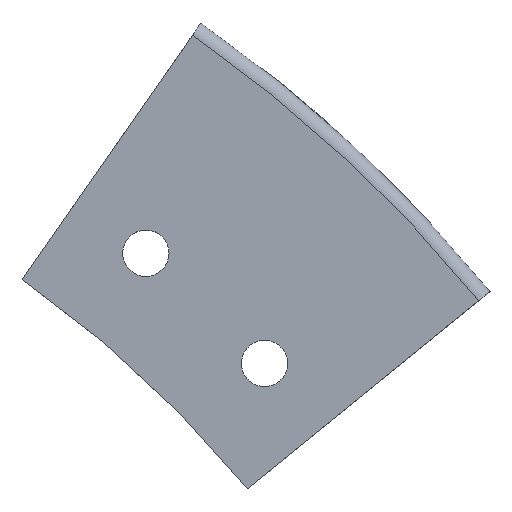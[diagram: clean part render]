
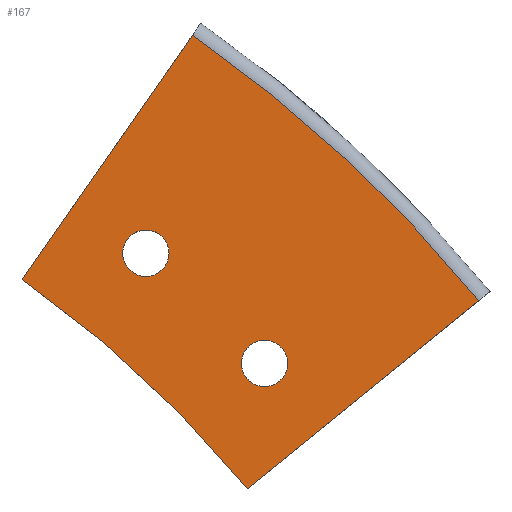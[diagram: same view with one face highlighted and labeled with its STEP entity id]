
A CAD part, top view. The second image highlights one B-rep face of the part: STEP entity #167.
In plain terms, the highlighted planar face has unit normal (0, 0, 1).
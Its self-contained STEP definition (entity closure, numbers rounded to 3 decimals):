
#9 = EDGE_CURVE ( 'NONE', #681, #237, #339, .T. ) ;
#10 = DIRECTION ( 'NONE',  ( 1., 0., 0. ) ) ;
#28 = FACE_BOUND ( 'NONE', #158, .T. ) ;
#58 = ORIENTED_EDGE ( 'NONE', *, *, #630, .F. ) ;
#69 = CARTESIAN_POINT ( 'NONE',  ( 85.764, 123.063, 2.5 ) ) ;
#89 = CIRCLE ( 'NONE', #197, 190.5 ) ;
#117 = DIRECTION ( 'NONE',  ( 0., 0., 1. ) ) ;
#118 = CIRCLE ( 'NONE', #543, 150. ) ;
#126 = CARTESIAN_POINT ( 'NONE',  ( 99.437, 126.668, 2.5 ) ) ;
#130 = DIRECTION ( 'NONE',  ( 1., 0., 0. ) ) ;
#131 = DIRECTION ( 'NONE',  ( 0., 0., 1. ) ) ;
#139 = ORIENTED_EDGE ( 'NONE', *, *, #564, .F. ) ;
#156 = AXIS2_PLACEMENT_3D ( 'NONE', #341, #200, #466 ) ;
#158 = EDGE_LOOP ( 'NONE', ( #139, #286 ) ) ;
#167 = ADVANCED_FACE ( 'NONE', ( #28, #291, #689 ), #714, .T. ) ;
#186 = ORIENTED_EDGE ( 'NONE', *, *, #519, .T. ) ;
#197 = AXIS2_PLACEMENT_3D ( 'NONE', #540, #479, #130 ) ;
#200 = DIRECTION ( 'NONE',  ( 0., 0., 1. ) ) ;
#203 = VERTEX_POINT ( 'NONE', #386 ) ;
#237 = VERTEX_POINT ( 'NONE', #512 ) ;
#264 = VECTOR ( 'NONE', #774, 1000. ) ;
#265 = AXIS2_PLACEMENT_3D ( 'NONE', #307, #316, #651 ) ;
#267 = DIRECTION ( 'NONE',  ( 0., 0., 1. ) ) ;
#278 = DIRECTION ( 'NONE',  ( 1., 0., 0. ) ) ;
#286 = ORIENTED_EDGE ( 'NONE', *, *, #379, .F. ) ;
#291 = FACE_BOUND ( 'NONE', #752, .T. ) ;
#307 = CARTESIAN_POINT ( 'NONE',  ( 102.587, 126.668, 2.5 ) ) ;
#316 = DIRECTION ( 'NONE',  ( 0., 0., 1. ) ) ;
#318 = EDGE_CURVE ( 'NONE', #499, #733, #830, .T. ) ;
#339 = LINE ( 'NONE', #663, #682 ) ;
#341 = CARTESIAN_POINT ( 'NONE',  ( 118.71, 111.7, 2.5 ) ) ;
#344 = VERTEX_POINT ( 'NONE', #528 ) ;
#348 = CIRCLE ( 'NONE', #156, 3.15 ) ;
#371 = EDGE_CURVE ( 'NONE', #344, #681, #118, .T. ) ;
#379 = EDGE_CURVE ( 'NONE', #203, #486, #694, .T. ) ;
#386 = CARTESIAN_POINT ( 'NONE',  ( 105.737, 126.668, 2.5 ) ) ;
#398 = ORIENTED_EDGE ( 'NONE', *, *, #371, .F. ) ;
#447 = AXIS2_PLACEMENT_3D ( 'NONE', #728, #267, #278 ) ;
#448 = CIRCLE ( 'NONE', #265, 3.15 ) ;
#453 = CARTESIAN_POINT ( 'NONE',  ( 121.86, 111.7, 2.5 ) ) ;
#456 = CARTESIAN_POINT ( 'NONE',  ( 0., 0., 2.5 ) ) ;
#460 = AXIS2_PLACEMENT_3D ( 'NONE', #849, #597, #730 ) ;
#466 = DIRECTION ( 'NONE',  ( 1., 0., 0. ) ) ;
#471 = CARTESIAN_POINT ( 'NONE',  ( 147.78, 120.213, 2.5 ) ) ;
#479 = DIRECTION ( 'NONE',  ( 0., 0., 1. ) ) ;
#486 = VERTEX_POINT ( 'NONE', #126 ) ;
#489 = AXIS2_PLACEMENT_3D ( 'NONE', #456, #117, #842 ) ;
#499 = VERTEX_POINT ( 'NONE', #453 ) ;
#512 = CARTESIAN_POINT ( 'NONE',  ( 108.92, 156.29, 2.5 ) ) ;
#519 = EDGE_CURVE ( 'NONE', #344, #687, #717, .T. ) ;
#523 = ORIENTED_EDGE ( 'NONE', *, *, #318, .F. ) ;
#528 = CARTESIAN_POINT ( 'NONE',  ( 116.363, 94.656, 2.5 ) ) ;
#539 = ORIENTED_EDGE ( 'NONE', *, *, #9, .F. ) ;
#540 = CARTESIAN_POINT ( 'NONE',  ( 0., 0., 2.5 ) ) ;
#543 = AXIS2_PLACEMENT_3D ( 'NONE', #789, #131, #10 ) ;
#557 = EDGE_LOOP ( 'NONE', ( #186, #764, #539, #398 ) ) ;
#564 = EDGE_CURVE ( 'NONE', #486, #203, #448, .T. ) ;
#592 = CARTESIAN_POINT ( 'NONE',  ( 115.56, 111.7, 2.5 ) ) ;
#597 = DIRECTION ( 'NONE',  ( 0., 0., 1. ) ) ;
#630 = EDGE_CURVE ( 'NONE', #733, #499, #348, .T. ) ;
#651 = DIRECTION ( 'NONE',  ( 1., 0., 0. ) ) ;
#663 = CARTESIAN_POINT ( 'NONE',  ( 0., 0., 2.5 ) ) ;
#672 = DIRECTION ( 'NONE',  ( 0.572, 0.82, 0. ) ) ;
#681 = VERTEX_POINT ( 'NONE', #69 ) ;
#682 = VECTOR ( 'NONE', #672, 1000. ) ;
#687 = VERTEX_POINT ( 'NONE', #471 ) ;
#689 = FACE_OUTER_BOUND ( 'NONE', #557, .T. ) ;
#694 = CIRCLE ( 'NONE', #447, 3.15 ) ;
#714 = PLANE ( 'NONE',  #489 ) ;
#717 = LINE ( 'NONE', #841, #264 ) ;
#720 = EDGE_CURVE ( 'NONE', #687, #237, #89, .T. ) ;
#728 = CARTESIAN_POINT ( 'NONE',  ( 102.587, 126.668, 2.5 ) ) ;
#730 = DIRECTION ( 'NONE',  ( 1., 0., 0. ) ) ;
#733 = VERTEX_POINT ( 'NONE', #592 ) ;
#752 = EDGE_LOOP ( 'NONE', ( #58, #523 ) ) ;
#764 = ORIENTED_EDGE ( 'NONE', *, *, #720, .T. ) ;
#774 = DIRECTION ( 'NONE',  ( 0.776, 0.631, 0. ) ) ;
#789 = CARTESIAN_POINT ( 'NONE',  ( 0., 0., 2.5 ) ) ;
#830 = CIRCLE ( 'NONE', #460, 3.15 ) ;
#841 = CARTESIAN_POINT ( 'NONE',  ( 0., 0., 2.5 ) ) ;
#842 = DIRECTION ( 'NONE',  ( 1., 0., 0. ) ) ;
#849 = CARTESIAN_POINT ( 'NONE',  ( 118.71, 111.7, 2.5 ) ) ;
